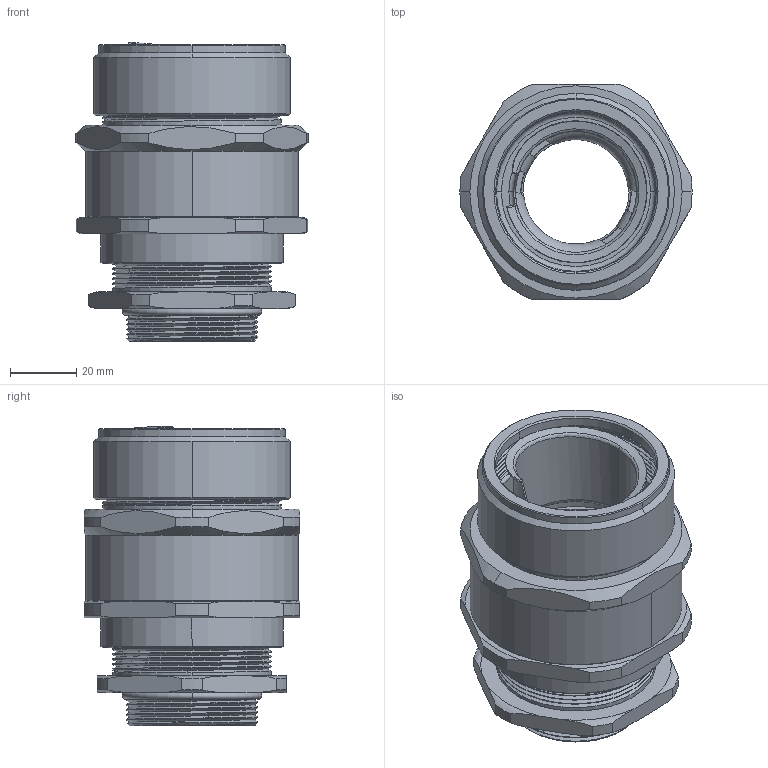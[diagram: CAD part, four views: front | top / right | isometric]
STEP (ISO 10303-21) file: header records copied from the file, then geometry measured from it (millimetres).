
FILE_DESCRIPTION((''),'2;1');
FILE_NAME('2','2017-09-04T',('ch.chen'),(''),'PRO/ENGINEER BY PARAMETRIC TECHNOLOGY CORPORATION, 2012480','PRO/ENGINEER BY PARAMETRIC TECHNOLOGY CORPORATION, 2012480','');
FILE_SCHEMA(('AUTOMOTIVE_DESIGN { 1 0 10303 214 1 1 1 1 }'));
Length unit declared in the file: millimetre
Products named in the file (1): 2
Bounding box: 70 x 65 x 90.28 mm (x, y, z)
Volume: 117781.4 mm3; surface area: 78430.4 mm2
Topology: 2 solids, 3 shells, 642 faces, 1745 edges, 1136 vertices
Faces by surface type: plane 246, cylinder 224, bspline 61, cone 55, torus 52, sphere 4
Entity records: 44506 total; most frequent: CARTESIAN_POINT 28701, ORIENTED_EDGE 3490, DIRECTION 3047, EDGE_CURVE 1745, VERTEX_POINT 1136, AXIS2_PLACEMENT_3D 1134, VECTOR 779, LINE 779
